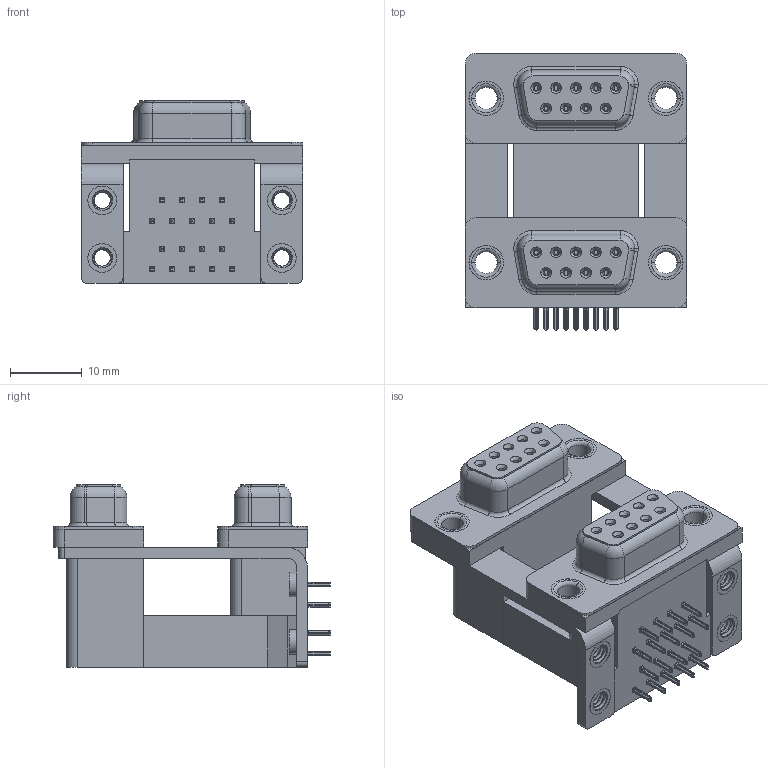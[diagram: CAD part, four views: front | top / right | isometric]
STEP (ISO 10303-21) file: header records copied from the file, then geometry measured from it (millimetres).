
FILE_DESCRIPTION (( 'STEP AP203' ), '1' );
FILE_NAME ('662-009-364-050.STEP', '2022-06-16T20:26:16', ( '' ), ( '' ), 'SwSTEP 2.0', 'SolidWorks 2020', '' );
FILE_SCHEMA (( 'CONFIG_CONTROL_DESIGN' ));
Length unit declared in the file: millimetre
Products named in the file (12): 662 Contact Bottom Lower; 662 4-40 Threaded Board Mount; 662 Housing Spacer_09 Contacts H; 662 Contact Top Lower; 662 Mounting Bracket_ThruH; 662 Contact Top Upper_H; 662 Shell_09 Contacts; 662-009-364-050; 662 Thru Hole Rivet; 662 Housing Upper_09 Contacts H; 662 Contact Bottom Upper_H; 662 Housing Lower_09 Contacts
Assembly tree (33 placements, depth 2):
  662-009-364-050
    662 Housing Lower_09 Contacts
    662 Housing Spacer_09 Contacts H
    662 Housing Upper_09 Contacts H
    662 Shell_09 Contacts  x2
    662 Contact Bottom Lower  x4
    662 Contact Top Lower  x5
    662 Contact Bottom Upper_H  x4
    662 Contact Top Upper_H  x5
    662 Mounting Bracket_ThruH  x2
    662 4-40 Threaded Board Mount  x4
    662 Thru Hole Rivet  x4
Bounding box: 30.81 x 38.59 x 25.4 mm (x, y, z)
Volume: 11849 mm3; surface area: 13929.2 mm2
Topology: 33 solids, 33 shells, 3166 faces, 8232 edges, 5172 vertices
Faces by surface type: plane 1386, cylinder 836, bspline 628, cone 256, torus 60
Entity records: 41926 total; most frequent: CARTESIAN_POINT 14164, ORIENTED_EDGE 5662, DIRECTION 4841, EDGE_CURVE 2831, VERTEX_POINT 1800, VECTOR 1779, LINE 1779, AXIS2_PLACEMENT_3D 1531
